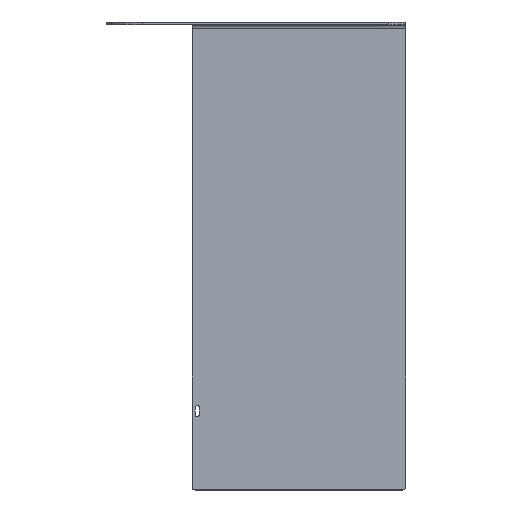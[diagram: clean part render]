
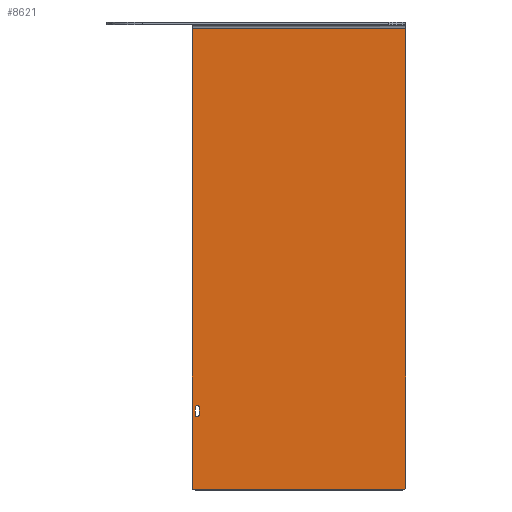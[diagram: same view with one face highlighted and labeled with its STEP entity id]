
A CAD part, top view. The second image highlights one B-rep face of the part: STEP entity #8621.
In plain terms, the highlighted planar face has unit normal (0, 0, 1).
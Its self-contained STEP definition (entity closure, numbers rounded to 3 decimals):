
#1924=DIRECTION('',(-1.,0.,0.));
#1925=VECTOR('',#1924,154.);
#1926=CARTESIAN_POINT('',(190.,-4.5,1.9));
#1927=LINE('',#1926,#1925);
#1993=CARTESIAN_POINT('',(38.,-336.,1.9));
#1994=DIRECTION('',(0.,0.,1.));
#1995=DIRECTION('',(-1.,0.,0.));
#1996=AXIS2_PLACEMENT_3D('',#1993,#1994,#1995);
#1998=DIRECTION('',(0.,1.,0.));
#1999=VECTOR('',#1998,331.5);
#2000=CARTESIAN_POINT('',(36.,-336.,1.9));
#2001=LINE('',#2000,#1999);
#2002=DIRECTION('',(0.,-1.,0.));
#2003=VECTOR('',#2002,331.5);
#2004=CARTESIAN_POINT('',(190.,-4.5,1.9));
#2005=LINE('',#2004,#2003);
#2006=CARTESIAN_POINT('',(188.,-336.,1.9));
#2007=DIRECTION('',(0.,0.,1.));
#2008=DIRECTION('',(0.,-1.,0.));
#2009=AXIS2_PLACEMENT_3D('',#2006,#2007,#2008);
#2011=DIRECTION('',(-1.,0.,0.));
#2012=VECTOR('',#2011,150.);
#2013=CARTESIAN_POINT('',(188.,-338.,1.9));
#2014=LINE('',#2013,#2012);
#2015=DIRECTION('',(0.,-1.,0.));
#2016=VECTOR('',#2015,5.);
#2017=CARTESIAN_POINT('',(41.,-278.5,1.9));
#2018=LINE('',#2017,#2016);
#2019=CARTESIAN_POINT('',(39.5,-278.5,1.9));
#2020=DIRECTION('',(0.,0.,1.));
#2021=DIRECTION('',(1.,0.,0.));
#2022=AXIS2_PLACEMENT_3D('',#2019,#2020,#2021);
#2024=DIRECTION('',(0.,1.,0.));
#2025=VECTOR('',#2024,5.);
#2026=CARTESIAN_POINT('',(38.,-283.5,1.9));
#2027=LINE('',#2026,#2025);
#2028=CARTESIAN_POINT('',(39.5,-283.5,1.9));
#2029=DIRECTION('',(0.,0.,1.));
#2030=DIRECTION('',(-1.,0.,0.));
#2031=AXIS2_PLACEMENT_3D('',#2028,#2029,#2030);
#5479=CARTESIAN_POINT('',(190.,-4.5,1.9));
#5480=CARTESIAN_POINT('',(36.,-4.5,1.9));
#5481=VERTEX_POINT('',#5479);
#5482=VERTEX_POINT('',#5480);
#5517=CARTESIAN_POINT('',(36.,-336.,1.9));
#5518=VERTEX_POINT('',#5517);
#5519=CARTESIAN_POINT('',(38.,-338.,1.9));
#5520=VERTEX_POINT('',#5519);
#5525=CARTESIAN_POINT('',(188.,-338.,1.9));
#5526=VERTEX_POINT('',#5525);
#5527=CARTESIAN_POINT('',(190.,-336.,1.9));
#5528=VERTEX_POINT('',#5527);
#7005=CARTESIAN_POINT('',(41.,-278.5,1.9));
#7006=CARTESIAN_POINT('',(41.,-283.5,1.9));
#7007=VERTEX_POINT('',#7005);
#7008=VERTEX_POINT('',#7006);
#7009=CARTESIAN_POINT('',(38.,-283.5,1.9));
#7010=VERTEX_POINT('',#7009);
#7011=CARTESIAN_POINT('',(38.,-278.5,1.9));
#7012=VERTEX_POINT('',#7011);
#8596=CARTESIAN_POINT('',(151.034,0.,1.9));
#8597=DIRECTION('',(0.,0.,1.));
#8598=DIRECTION('',(-1.,0.,0.));
#8599=AXIS2_PLACEMENT_3D('',#8596,#8597,#8598);
#8600=PLANE('',#8599);
#8601=ORIENTED_EDGE('',*,*,#8548,.F.);
#8602=ORIENTED_EDGE('',*,*,#8535,.T.);
#8603=ORIENTED_EDGE('',*,*,#8492,.F.);
#8605=ORIENTED_EDGE('',*,*,#8604,.T.);
#8607=ORIENTED_EDGE('',*,*,#8606,.F.);
#8608=ORIENTED_EDGE('',*,*,#8588,.T.);
#8609=EDGE_LOOP('',(#8601,#8602,#8603,#8605,#8607,#8608));
#8610=FACE_OUTER_BOUND('',#8609,.F.);
#8612=ORIENTED_EDGE('',*,*,#8611,.F.);
#8614=ORIENTED_EDGE('',*,*,#8613,.T.);
#8616=ORIENTED_EDGE('',*,*,#8615,.F.);
#8618=ORIENTED_EDGE('',*,*,#8617,.T.);
#8619=EDGE_LOOP('',(#8612,#8614,#8616,#8618));
#8620=FACE_BOUND('',#8619,.F.);
#8621=ADVANCED_FACE('',(#8610,#8620),#8600,.T.);
#1997=CIRCLE('',#1996,2.);
#2010=CIRCLE('',#2009,2.);
#2023=CIRCLE('',#2022,1.5);
#2032=CIRCLE('',#2031,1.5);
#8492=EDGE_CURVE('',#5481,#5482,#1927,.T.);
#8535=EDGE_CURVE('',#5518,#5482,#2001,.T.);
#8548=EDGE_CURVE('',#5518,#5520,#1997,.T.);
#8588=EDGE_CURVE('',#5526,#5520,#2014,.T.);
#8604=EDGE_CURVE('',#5481,#5528,#2005,.T.);
#8606=EDGE_CURVE('',#5526,#5528,#2010,.T.);
#8611=EDGE_CURVE('',#7007,#7008,#2018,.T.);
#8613=EDGE_CURVE('',#7007,#7012,#2023,.T.);
#8615=EDGE_CURVE('',#7010,#7012,#2027,.T.);
#8617=EDGE_CURVE('',#7010,#7008,#2032,.T.);
